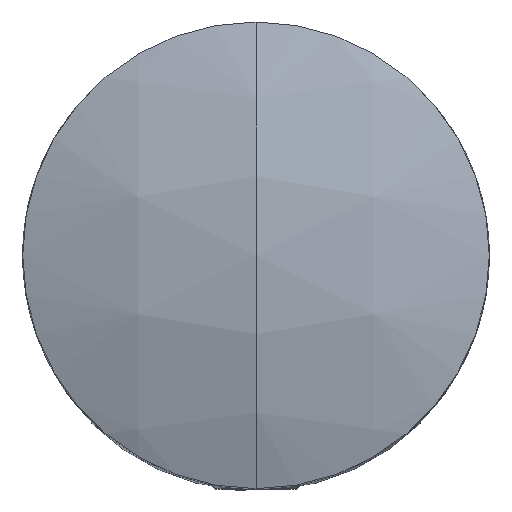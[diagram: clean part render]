
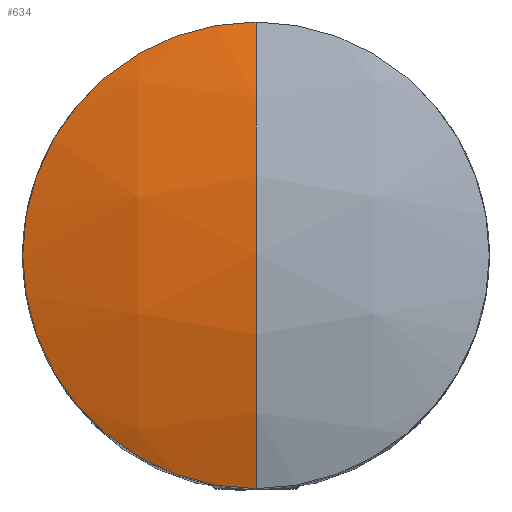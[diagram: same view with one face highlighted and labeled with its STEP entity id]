
A CAD part, top view. The second image highlights one B-rep face of the part: STEP entity #634.
In plain terms, the highlighted spherical face has radius 32.14 mm.
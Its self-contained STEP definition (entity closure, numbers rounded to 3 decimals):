
#396 = AXIS2_PLACEMENT_3D ( 'NONE', #8910, #10355, #7793 ) ;
#556 = CARTESIAN_POINT ( 'NONE',  ( 0., 0., -18.79 ) ) ;
#634 = ADVANCED_FACE ( 'NONE', ( #7967 ), #1925, .T. ) ;
#726 = AXIS2_PLACEMENT_3D ( 'NONE', #556, #9597, #4443 ) ;
#1187 = EDGE_CURVE ( 'NONE', #16487, #12280, #5279, .T. ) ;
#1298 = AXIS2_PLACEMENT_3D ( 'NONE', #2329, #2487, #16510 ) ;
#1925 = SPHERICAL_SURFACE ( 'NONE', #726, 32.14 ) ;
#2329 = CARTESIAN_POINT ( 'NONE',  ( 0., 0., 11.409 ) ) ;
#2398 = ORIENTED_EDGE ( 'NONE', *, *, #14170, .T. ) ;
#2487 = DIRECTION ( 'NONE',  ( 0., 0., 1. ) ) ;
#2998 = CARTESIAN_POINT ( 'NONE',  ( -11., 0., 11.409 ) ) ;
#4163 = AXIS2_PLACEMENT_3D ( 'NONE', #9116, #5153, #6385 ) ;
#4429 = DIRECTION ( 'NONE',  ( 1., 0., 0. ) ) ;
#4443 = DIRECTION ( 'NONE',  ( 0., 1., 0. ) ) ;
#4753 = CIRCLE ( 'NONE', #4163, 32.14 ) ;
#5153 = DIRECTION ( 'NONE',  ( 1., 0., 0. ) ) ;
#5279 = CIRCLE ( 'NONE', #6282, 11. ) ;
#5606 = CARTESIAN_POINT ( 'NONE',  ( 0., 11., 11.409 ) ) ;
#6282 = AXIS2_PLACEMENT_3D ( 'NONE', #12291, #12169, #4429 ) ;
#6385 = DIRECTION ( 'NONE',  ( 0., 0., -1. ) ) ;
#7230 = CIRCLE ( 'NONE', #396, 32.14 ) ;
#7793 = DIRECTION ( 'NONE',  ( 0., -1., 0. ) ) ;
#7967 = FACE_OUTER_BOUND ( 'NONE', #13549, .T. ) ;
#8910 = CARTESIAN_POINT ( 'NONE',  ( 0., 0., -18.79 ) ) ;
#9116 = CARTESIAN_POINT ( 'NONE',  ( 0., 0., -18.79 ) ) ;
#9215 = EDGE_CURVE ( 'NONE', #13719, #15749, #7230, .T. ) ;
#9550 = ORIENTED_EDGE ( 'NONE', *, *, #10392, .F. ) ;
#9597 = DIRECTION ( 'NONE',  ( -1., 0., 0. ) ) ;
#10355 = DIRECTION ( 'NONE',  ( -1., 0., 0. ) ) ;
#10392 = EDGE_CURVE ( 'NONE', #16487, #15749, #4753, .T. ) ;
#12169 = DIRECTION ( 'NONE',  ( 0., 0., 1. ) ) ;
#12280 = VERTEX_POINT ( 'NONE', #2998 ) ;
#12291 = CARTESIAN_POINT ( 'NONE',  ( 0., 0., 11.409 ) ) ;
#13136 = ORIENTED_EDGE ( 'NONE', *, *, #9215, .T. ) ;
#13549 = EDGE_LOOP ( 'NONE', ( #16686, #2398, #13136, #9550 ) ) ;
#13719 = VERTEX_POINT ( 'NONE', #13870 ) ;
#13870 = CARTESIAN_POINT ( 'NONE',  ( 0., -11., 11.409 ) ) ;
#14170 = EDGE_CURVE ( 'NONE', #12280, #13719, #16021, .T. ) ;
#15358 = CARTESIAN_POINT ( 'NONE',  ( 0., 0., 13.35 ) ) ;
#15749 = VERTEX_POINT ( 'NONE', #15358 ) ;
#16021 = CIRCLE ( 'NONE', #1298, 11. ) ;
#16487 = VERTEX_POINT ( 'NONE', #5606 ) ;
#16510 = DIRECTION ( 'NONE',  ( 1., 0., 0. ) ) ;
#16686 = ORIENTED_EDGE ( 'NONE', *, *, #1187, .T. ) ;
